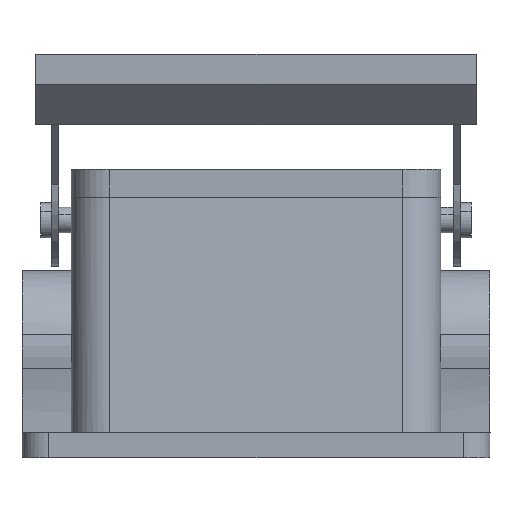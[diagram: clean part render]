
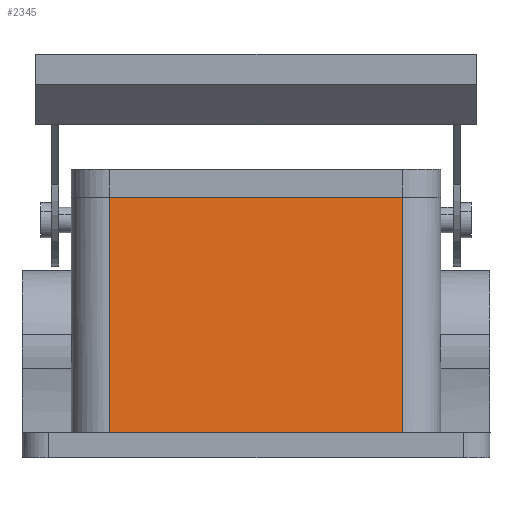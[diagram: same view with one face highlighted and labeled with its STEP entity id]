
A CAD part, left-side view. The second image highlights one B-rep face of the part: STEP entity #2345.
In plain terms, the highlighted planar face has unit normal (-0.999, 0, 0.044).
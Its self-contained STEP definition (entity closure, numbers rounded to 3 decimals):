
#2332=AXIS2_PLACEMENT_3D('Plane Axis2P3D',#2329,#2330,#2331) ;
#1077=CARTESIAN_POINT('Line Origine',(18.5,46.25,51.5)) ;
#1081=CARTESIAN_POINT('Vertex',(18.5,75.25,51.5)) ;
#1083=CARTESIAN_POINT('Vertex',(18.5,17.25,51.5)) ;
#1406=CARTESIAN_POINT('Line Origine',(17.427,75.25,26.914)) ;
#1410=CARTESIAN_POINT('Vertex',(16.47,75.25,5.)) ;
#1944=CARTESIAN_POINT('Vertex',(16.47,17.25,5.)) ;
#1947=CARTESIAN_POINT('Line Origine',(16.47,46.25,5.)) ;
#2329=CARTESIAN_POINT('Axis2P3D Location',(18.5,46.25,51.5)) ;
#2334=CARTESIAN_POINT('Line Origine',(17.485,17.25,28.25)) ;
#1078=DIRECTION('Vector Direction',(0.,1.,0.)) ;
#1407=DIRECTION('Vector Direction',(0.044,0.,0.999)) ;
#1948=DIRECTION('Vector Direction',(0.,1.,0.)) ;
#2330=DIRECTION('Axis2P3D Direction',(-0.999,0.,0.044)) ;
#2331=DIRECTION('Axis2P3D XDirection',(0.,1.,0.)) ;
#2335=DIRECTION('Vector Direction',(-0.044,0.,-0.999)) ;
#1079=VECTOR('Line Direction',#1078,1.) ;
#1408=VECTOR('Line Direction',#1407,1.) ;
#1949=VECTOR('Line Direction',#1948,1.) ;
#2336=VECTOR('Line Direction',#2335,1.) ;
#2340=ORIENTED_EDGE('',*,*,#2338,.F.) ;
#2341=ORIENTED_EDGE('',*,*,#1085,.F.) ;
#2342=ORIENTED_EDGE('',*,*,#1412,.F.) ;
#2343=ORIENTED_EDGE('',*,*,#1951,.F.) ;
#2345=ADVANCED_FACE('Housing',(#2344),#2333,.T.) ;
#1085=EDGE_CURVE('',#1082,#1084,#1080,.F.) ;
#1412=EDGE_CURVE('',#1411,#1082,#1409,.T.) ;
#1951=EDGE_CURVE('',#1945,#1411,#1950,.T.) ;
#2338=EDGE_CURVE('',#1084,#1945,#2337,.T.) ;
#2339=EDGE_LOOP('',(#2340,#2341,#2342,#2343)) ;
#2344=FACE_OUTER_BOUND('',#2339,.T.) ;
#1080=LINE('Line',#1077,#1079) ;
#1409=LINE('Line',#1406,#1408) ;
#1950=LINE('Line',#1947,#1949) ;
#2337=LINE('Line',#2334,#2336) ;
#2333=PLANE('',#2332) ;
#1082=VERTEX_POINT('',#1081) ;
#1084=VERTEX_POINT('',#1083) ;
#1411=VERTEX_POINT('',#1410) ;
#1945=VERTEX_POINT('',#1944) ;
